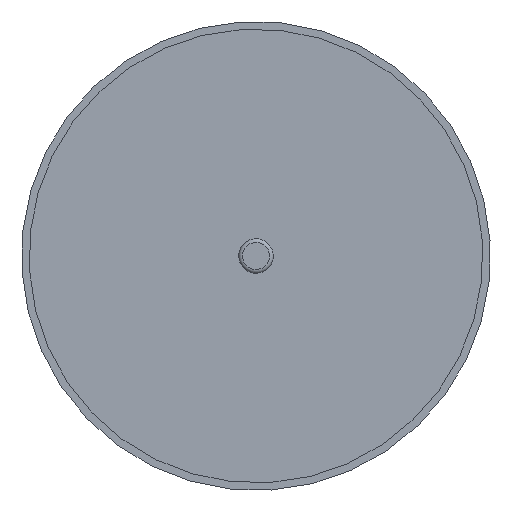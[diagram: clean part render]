
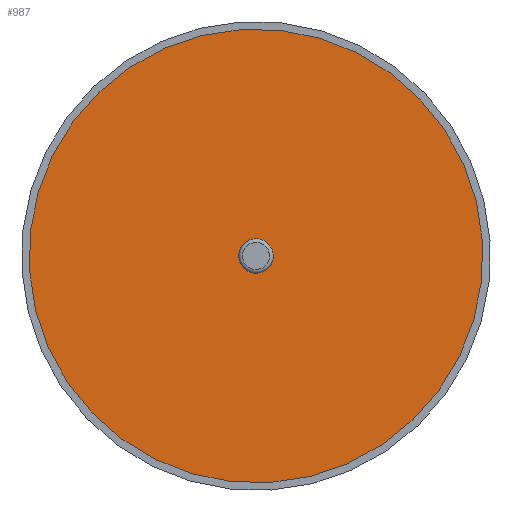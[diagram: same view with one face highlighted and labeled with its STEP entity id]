
A CAD part, front view. The second image highlights one B-rep face of the part: STEP entity #987.
In plain terms, the highlighted planar face has unit normal (0, -1, 0).
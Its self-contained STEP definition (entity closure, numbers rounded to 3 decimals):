
#123=FACE_BOUND('',#188,.T.);
#132=FACE_OUTER_BOUND('',#187,.T.);
#187=EDGE_LOOP('',(#613,#614));
#188=EDGE_LOOP('',(#615));
#251=CIRCLE('',#1063,30.);
#252=CIRCLE('',#1064,30.);
#253=CIRCLE('',#1065,2.229);
#355=VERTEX_POINT('',#1566);
#356=VERTEX_POINT('',#1567);
#357=VERTEX_POINT('',#1570);
#462=EDGE_CURVE('',#355,#356,#251,.T.);
#463=EDGE_CURVE('',#356,#355,#252,.T.);
#464=EDGE_CURVE('',#357,#357,#253,.T.);
#613=ORIENTED_EDGE('',*,*,#462,.T.);
#614=ORIENTED_EDGE('',*,*,#463,.T.);
#615=ORIENTED_EDGE('',*,*,#464,.F.);
#915=PLANE('',#1062);
#987=ADVANCED_FACE('',(#132,#123),#915,.T.);
#1062=AXIS2_PLACEMENT_3D('',#1565,#1223,#1224);
#1063=AXIS2_PLACEMENT_3D('',#1568,#1225,#1226);
#1064=AXIS2_PLACEMENT_3D('',#1569,#1227,#1228);
#1065=AXIS2_PLACEMENT_3D('',#1571,#1229,#1230);
#1223=DIRECTION('center_axis',(0.,-1.,0.));
#1224=DIRECTION('ref_axis',(0.556,0.,-0.831));
#1225=DIRECTION('center_axis',(0.,-1.,0.));
#1226=DIRECTION('ref_axis',(0.831,0.,0.556));
#1227=DIRECTION('center_axis',(0.,-1.,0.));
#1228=DIRECTION('ref_axis',(0.831,0.,0.556));
#1229=DIRECTION('center_axis',(0.,-1.,0.));
#1230=DIRECTION('ref_axis',(0.553,0.,0.833));
#1565=CARTESIAN_POINT('Origin',(12.467,-43.077,8.341));
#1566=CARTESIAN_POINT('',(24.934,-43.077,16.682));
#1567=CARTESIAN_POINT('',(-24.934,-43.077,-16.682));
#1568=CARTESIAN_POINT('Origin',(0.,-43.077,
0.));
#1569=CARTESIAN_POINT('Origin',(0.,-43.077,
0.));
#1570=CARTESIAN_POINT('',(-1.232,-43.077,-1.857));
#1571=CARTESIAN_POINT('Origin',(0.,-43.077,0.));
